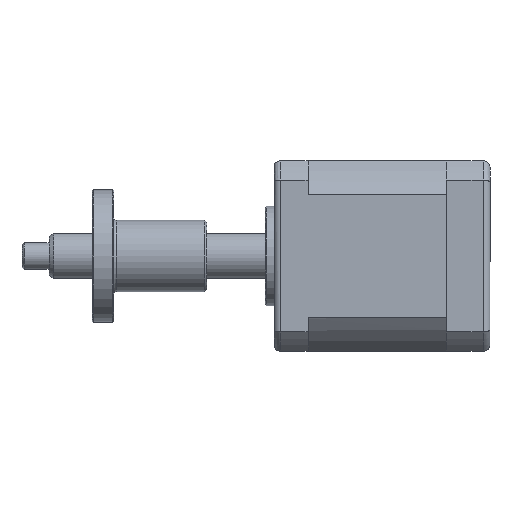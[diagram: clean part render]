
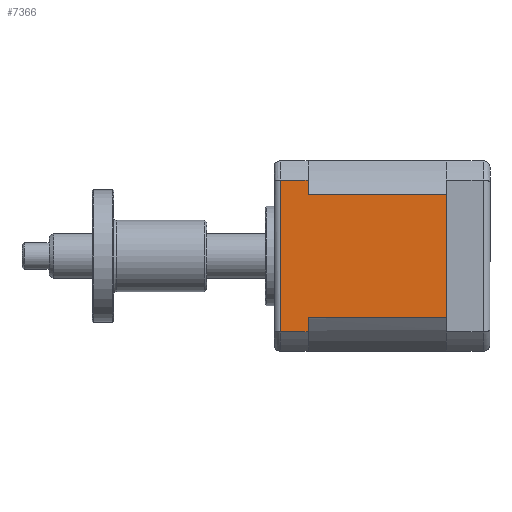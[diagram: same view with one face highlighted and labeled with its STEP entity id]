
A CAD part, left-side view. The second image highlights one B-rep face of the part: STEP entity #7366.
In plain terms, the highlighted planar face has unit normal (-1, 0, 0).
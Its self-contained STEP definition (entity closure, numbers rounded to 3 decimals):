
#221 = DIRECTION ( 'NONE',  ( 0., 0., -1. ) ) ;
#311 = VECTOR ( 'NONE', #221, 1000. ) ;
#319 = DIRECTION ( 'NONE',  ( 0., 0., 1. ) ) ;
#402 = DIRECTION ( 'NONE',  ( 0., 1., 0. ) ) ;
#589 = CARTESIAN_POINT ( 'NONE',  ( -38.681, -34.058, 19.756 ) ) ;
#746 = DIRECTION ( 'NONE',  ( 0., 1., 0. ) ) ;
#779 = LINE ( 'NONE', #4342, #9012 ) ;
#1046 = ORIENTED_EDGE ( 'NONE', *, *, #6992, .T. ) ;
#1547 = ORIENTED_EDGE ( 'NONE', *, *, #9584, .T. ) ;
#1763 = LINE ( 'NONE', #4107, #3708 ) ;
#1787 = VECTOR ( 'NONE', #402, 1000. ) ;
#1964 = EDGE_CURVE ( 'NONE', #3606, #9188, #1763, .T. ) ;
#2065 = CARTESIAN_POINT ( 'NONE',  ( -38.681, 2.792, 50.196 ) ) ;
#2085 = VERTEX_POINT ( 'NONE', #8658 ) ;
#2234 = EDGE_CURVE ( 'NONE', #2862, #6015, #8878, .T. ) ;
#2351 = CARTESIAN_POINT ( 'NONE',  ( -38.681, -34.058, 46.944 ) ) ;
#2462 = AXIS2_PLACEMENT_3D ( 'NONE', #3680, #9197, #4467 ) ;
#2850 = VERTEX_POINT ( 'NONE', #2065 ) ;
#2862 = VERTEX_POINT ( 'NONE', #7681 ) ;
#3119 = LINE ( 'NONE', #7449, #7078 ) ;
#3123 = ORIENTED_EDGE ( 'NONE', *, *, #9103, .T. ) ;
#3174 = ORIENTED_EDGE ( 'NONE', *, *, #1964, .F. ) ;
#3527 = LINE ( 'NONE', #2351, #9551 ) ;
#3606 = VERTEX_POINT ( 'NONE', #8321 ) ;
#3680 = CARTESIAN_POINT ( 'NONE',  ( -38.681, -34.058, 19.756 ) ) ;
#3708 = VECTOR ( 'NONE', #4792, 1000. ) ;
#3928 = EDGE_CURVE ( 'NONE', #2085, #9967, #3527, .T. ) ;
#3982 = LINE ( 'NONE', #7542, #1787 ) ;
#4107 = CARTESIAN_POINT ( 'NONE',  ( -38.681, -4.958, 16.504 ) ) ;
#4160 = CARTESIAN_POINT ( 'NONE',  ( -38.681, -3.358, 46.944 ) ) ;
#4179 = DIRECTION ( 'NONE',  ( 0., 0., -1. ) ) ;
#4208 = CARTESIAN_POINT ( 'NONE',  ( -38.681, 2.792, 16.504 ) ) ;
#4342 = CARTESIAN_POINT ( 'NONE',  ( -38.681, -3.358, 50.196 ) ) ;
#4409 = ORIENTED_EDGE ( 'NONE', *, *, #2234, .F. ) ;
#4467 = DIRECTION ( 'NONE',  ( 0., 0., 1. ) ) ;
#4495 = DIRECTION ( 'NONE',  ( 0., 1., 0. ) ) ;
#4702 = FACE_OUTER_BOUND ( 'NONE', #6054, .T. ) ;
#4792 = DIRECTION ( 'NONE',  ( 0., 1., 0. ) ) ;
#5013 = ORIENTED_EDGE ( 'NONE', *, *, #7823, .T. ) ;
#5059 = CARTESIAN_POINT ( 'NONE',  ( -38.681, -3.358, 50.196 ) ) ;
#5097 = DIRECTION ( 'NONE',  ( 0., 0., 1. ) ) ;
#5753 = ORIENTED_EDGE ( 'NONE', *, *, #9034, .F. ) ;
#6015 = VERTEX_POINT ( 'NONE', #8206 ) ;
#6054 = EDGE_LOOP ( 'NONE', ( #9049, #1547, #1046, #3123, #3174, #5013, #4409, #5753 ) ) ;
#6675 = LINE ( 'NONE', #4208, #311 ) ;
#6774 = VECTOR ( 'NONE', #4495, 1000. ) ;
#6992 = EDGE_CURVE ( 'NONE', #7797, #2850, #3982, .T. ) ;
#7078 = VECTOR ( 'NONE', #5097, 1000. ) ;
#7176 = LINE ( 'NONE', #8891, #9027 ) ;
#7366 = ADVANCED_FACE ( 'NONE', ( #4702 ), #8392, .F. ) ;
#7449 = CARTESIAN_POINT ( 'NONE',  ( -38.681, -3.358, 50.196 ) ) ;
#7542 = CARTESIAN_POINT ( 'NONE',  ( -38.681, -4.958, 50.196 ) ) ;
#7681 = CARTESIAN_POINT ( 'NONE',  ( -38.681, -34.058, 19.756 ) ) ;
#7797 = VERTEX_POINT ( 'NONE', #5059 ) ;
#7823 = EDGE_CURVE ( 'NONE', #3606, #6015, #3119, .T. ) ;
#8206 = CARTESIAN_POINT ( 'NONE',  ( -38.681, -3.358, 19.756 ) ) ;
#8321 = CARTESIAN_POINT ( 'NONE',  ( -38.681, -3.358, 16.504 ) ) ;
#8392 = PLANE ( 'NONE',  #2462 ) ;
#8658 = CARTESIAN_POINT ( 'NONE',  ( -38.681, -34.058, 46.944 ) ) ;
#8878 = LINE ( 'NONE', #589, #6774 ) ;
#8891 = CARTESIAN_POINT ( 'NONE',  ( -38.681, -34.058, 19.756 ) ) ;
#9012 = VECTOR ( 'NONE', #319, 1000. ) ;
#9027 = VECTOR ( 'NONE', #4179, 1000. ) ;
#9034 = EDGE_CURVE ( 'NONE', #2085, #2862, #7176, .T. ) ;
#9049 = ORIENTED_EDGE ( 'NONE', *, *, #3928, .T. ) ;
#9103 = EDGE_CURVE ( 'NONE', #2850, #9188, #6675, .T. ) ;
#9188 = VERTEX_POINT ( 'NONE', #9814 ) ;
#9197 = DIRECTION ( 'NONE',  ( 1., 0., 0. ) ) ;
#9551 = VECTOR ( 'NONE', #746, 1000. ) ;
#9584 = EDGE_CURVE ( 'NONE', #9967, #7797, #779, .T. ) ;
#9814 = CARTESIAN_POINT ( 'NONE',  ( -38.681, 2.792, 16.504 ) ) ;
#9967 = VERTEX_POINT ( 'NONE', #4160 ) ;
